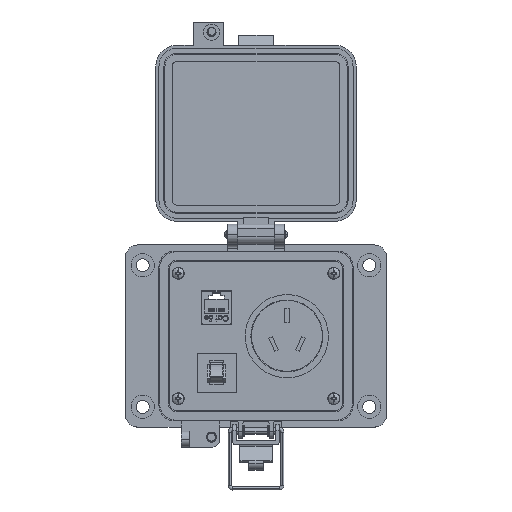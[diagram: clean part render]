
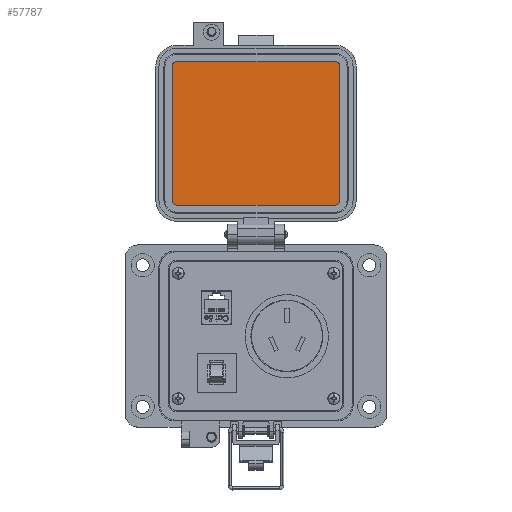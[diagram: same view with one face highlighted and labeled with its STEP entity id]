
A CAD part, top view. The second image highlights one B-rep face of the part: STEP entity #57787.
In plain terms, the highlighted planar face has unit normal (0, 0, 1).
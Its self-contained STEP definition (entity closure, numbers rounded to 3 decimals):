
#539 = CARTESIAN_POINT ( 'NONE',  ( -42.469, 126.389, 19.202 ) ) ;
#579 = DIRECTION ( 'NONE',  ( -1., 0., 0. ) ) ;
#630 = LINE ( 'NONE', #15903, #13801 ) ;
#970 = CARTESIAN_POINT ( 'NONE',  ( -42.469, 57.705, 19.202 ) ) ;
#2322 = ORIENTED_EDGE ( 'NONE', *, *, #51616, .F. ) ;
#3247 = CARTESIAN_POINT ( 'NONE',  ( -44.769, 126.389, 19.202 ) ) ;
#4196 = CARTESIAN_POINT ( 'NONE',  ( -42.469, 60.004, 19.202 ) ) ;
#5831 = CARTESIAN_POINT ( 'NONE',  ( -44.769, 60.004, 19.202 ) ) ;
#6164 = ORIENTED_EDGE ( 'NONE', *, *, #61373, .F. ) ;
#6170 = DIRECTION ( 'NONE',  ( 0., -1., 0. ) ) ;
#7514 = CIRCLE ( 'NONE', #62448, 2.299 ) ;
#9586 = DIRECTION ( 'NONE',  ( -1., 0., 0. ) ) ;
#9752 = CARTESIAN_POINT ( 'NONE',  ( 35.912, 126.389, 19.202 ) ) ;
#9834 = DIRECTION ( 'NONE',  ( 1., 0., 0. ) ) ;
#9880 = EDGE_CURVE ( 'NONE', #51338, #14343, #630, .T. ) ;
#10121 = AXIS2_PLACEMENT_3D ( 'NONE', #68264, #34295, #579 ) ;
#10605 = CIRCLE ( 'NONE', #65308, 2.299 ) ;
#10926 = CARTESIAN_POINT ( 'NONE',  ( 38.212, 60.004, 19.202 ) ) ;
#11569 = ORIENTED_EDGE ( 'NONE', *, *, #24306, .F. ) ;
#13801 = VECTOR ( 'NONE', #61113, 1000. ) ;
#14343 = VERTEX_POINT ( 'NONE', #3247 ) ;
#14352 = FACE_OUTER_BOUND ( 'NONE', #24016, .T. ) ;
#15400 = DIRECTION ( 'NONE',  ( 1., 0., 0. ) ) ;
#15846 = VERTEX_POINT ( 'NONE', #47149 ) ;
#15903 = CARTESIAN_POINT ( 'NONE',  ( -44.769, 93.196, 19.202 ) ) ;
#16601 = CARTESIAN_POINT ( 'NONE',  ( -42.469, 128.688, 19.202 ) ) ;
#16848 = DIRECTION ( 'NONE',  ( 0., 0., -1. ) ) ;
#17700 = CARTESIAN_POINT ( 'NONE',  ( 35.912, 57.705, 19.202 ) ) ;
#21070 = DIRECTION ( 'NONE',  ( 1., 0., 0. ) ) ;
#21457 = CIRCLE ( 'NONE', #53749, 2.299 ) ;
#22791 = EDGE_CURVE ( 'NONE', #63073, #71695, #7514, .T. ) ;
#24016 = EDGE_LOOP ( 'NONE', ( #57140, #71231, #2322, #11569, #72587, #28282, #63888, #6164 ) ) ;
#24306 = EDGE_CURVE ( 'NONE', #33821, #45543, #42023, .T. ) ;
#24406 = CARTESIAN_POINT ( 'NONE',  ( 38.212, 93.196, 19.202 ) ) ;
#26815 = VECTOR ( 'NONE', #30073, 1000. ) ;
#28282 = ORIENTED_EDGE ( 'NONE', *, *, #9880, .F. ) ;
#30073 = DIRECTION ( 'NONE',  ( 0., -1., 0. ) ) ;
#32066 = AXIS2_PLACEMENT_3D ( 'NONE', #9752, #49289, #15400 ) ;
#33206 = EDGE_CURVE ( 'NONE', #39137, #51338, #10605, .T. ) ;
#33821 = VERTEX_POINT ( 'NONE', #16601 ) ;
#34295 = DIRECTION ( 'NONE',  ( 0., 0., 1. ) ) ;
#37333 = CARTESIAN_POINT ( 'NONE',  ( -3.279, 128.688, 19.202 ) ) ;
#37787 = CARTESIAN_POINT ( 'NONE',  ( 35.912, 128.688, 19.202 ) ) ;
#37926 = CIRCLE ( 'NONE', #32066, 2.299 ) ;
#39137 = VERTEX_POINT ( 'NONE', #970 ) ;
#39567 = EDGE_CURVE ( 'NONE', #15846, #63073, #71923, .T. ) ;
#39955 = DIRECTION ( 'NONE',  ( 0., 0., -1. ) ) ;
#40419 = VECTOR ( 'NONE', #9586, 1000. ) ;
#42023 = LINE ( 'NONE', #37333, #57117 ) ;
#43155 = CARTESIAN_POINT ( 'NONE',  ( -3.279, 57.705, 19.202 ) ) ;
#43637 = DIRECTION ( 'NONE',  ( 0., 0., -1. ) ) ;
#45543 = VERTEX_POINT ( 'NONE', #37787 ) ;
#47149 = CARTESIAN_POINT ( 'NONE',  ( 38.212, 126.389, 19.202 ) ) ;
#48699 = EDGE_CURVE ( 'NONE', #14343, #33821, #21457, .T. ) ;
#49289 = DIRECTION ( 'NONE',  ( 0., 0., -1. ) ) ;
#50714 = CARTESIAN_POINT ( 'NONE',  ( 35.912, 60.004, 19.202 ) ) ;
#51338 = VERTEX_POINT ( 'NONE', #5831 ) ;
#51616 = EDGE_CURVE ( 'NONE', #45543, #15846, #37926, .T. ) ;
#53749 = AXIS2_PLACEMENT_3D ( 'NONE', #539, #39955, #6170 ) ;
#55533 = LINE ( 'NONE', #43155, #40419 ) ;
#56427 = DIRECTION ( 'NONE',  ( 0., -1., 0. ) ) ;
#57117 = VECTOR ( 'NONE', #21070, 1000. ) ;
#57140 = ORIENTED_EDGE ( 'NONE', *, *, #22791, .F. ) ;
#57787 = ADVANCED_FACE ( 'NONE', ( #14352 ), #62271, .T. ) ;
#61113 = DIRECTION ( 'NONE',  ( 0., 1., 0. ) ) ;
#61373 = EDGE_CURVE ( 'NONE', #71695, #39137, #55533, .T. ) ;
#62271 = PLANE ( 'NONE',  #10121 ) ;
#62448 = AXIS2_PLACEMENT_3D ( 'NONE', #50714, #16848, #56427 ) ;
#63073 = VERTEX_POINT ( 'NONE', #10926 ) ;
#63888 = ORIENTED_EDGE ( 'NONE', *, *, #33206, .F. ) ;
#65308 = AXIS2_PLACEMENT_3D ( 'NONE', #4196, #43637, #9834 ) ;
#68264 = CARTESIAN_POINT ( 'NONE',  ( 39.871, 130.108, 19.202 ) ) ;
#71231 = ORIENTED_EDGE ( 'NONE', *, *, #39567, .F. ) ;
#71695 = VERTEX_POINT ( 'NONE', #17700 ) ;
#71923 = LINE ( 'NONE', #24406, #26815 ) ;
#72587 = ORIENTED_EDGE ( 'NONE', *, *, #48699, .F. ) ;
